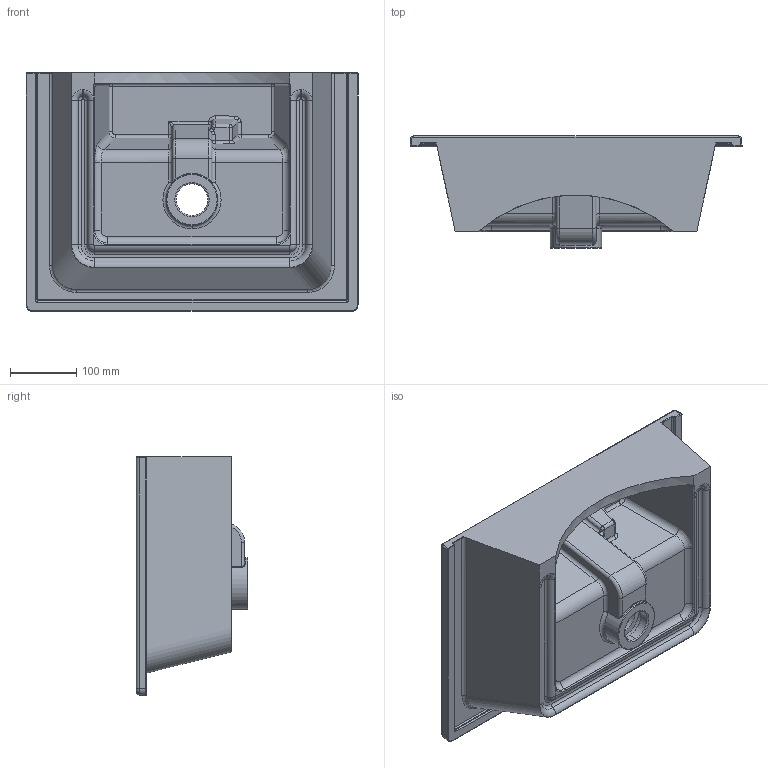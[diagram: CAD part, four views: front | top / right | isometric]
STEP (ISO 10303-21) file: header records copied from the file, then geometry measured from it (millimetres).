
FILE_DESCRIPTION (( 'STEP AP214' ), '1' );
FILE_NAME ('UN050B_STEP_V21022.STEP', '2022-10-21T09:51:47', ( '' ), ( '' ), 'SwSTEP 2.0', 'SolidWorks 2019', '' );
FILE_SCHEMA (( 'AUTOMOTIVE_DESIGN' ));
Length unit declared in the file: millimetre
Products named in the file (1): UN050B_STEP_V21022
Bounding box: 501.57 x 169 x 360.78 mm (x, y, z)
Volume: 7137873.1 mm3; surface area: 738995.4 mm2
Topology: 1 solids, 1 shells, 257 faces, 640 edges, 377 vertices
Faces by surface type: cylinder 98, bspline 67, torus 41, plane 37, sphere 10, cone 4
Entity records: 14111 total; most frequent: CARTESIAN_POINT 8447, ORIENTED_EDGE 1258, DIRECTION 1134, EDGE_CURVE 629, AXIS2_PLACEMENT_3D 467, VERTEX_POINT 377, CIRCLE 276, EDGE_LOOP 264
